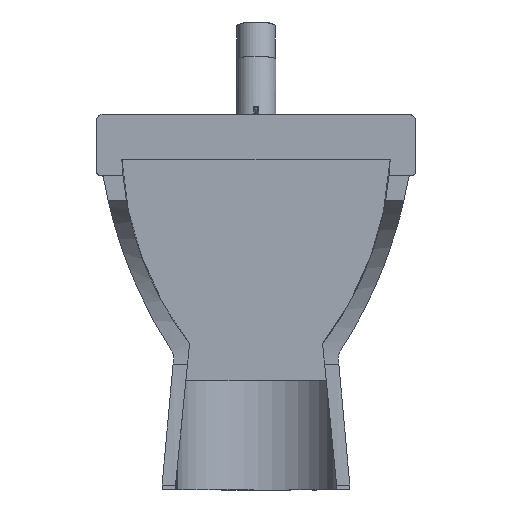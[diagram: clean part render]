
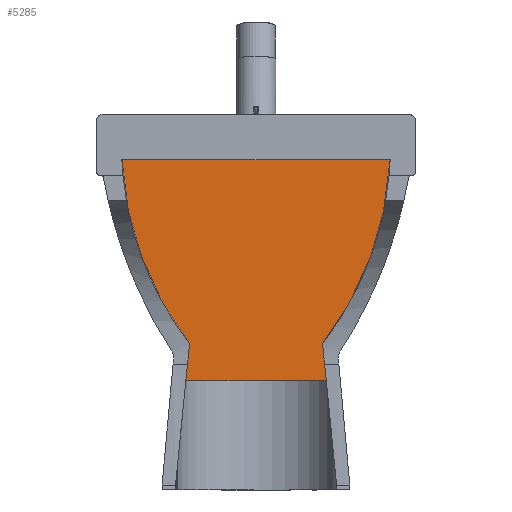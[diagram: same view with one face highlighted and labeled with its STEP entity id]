
A CAD part, left-side view. The second image highlights one B-rep face of the part: STEP entity #5285.
In plain terms, the highlighted face is planar.
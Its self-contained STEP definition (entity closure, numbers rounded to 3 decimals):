
#5019=CARTESIAN_POINT('',(300.,-80.308,-235.));
#5020=VERTEX_POINT('',#5019);
#5068=CARTESIAN_POINT('',(300.,80.308,-235.));
#5069=VERTEX_POINT('',#5068);
#5076=CARTESIAN_POINT('',(300.,-80.308,-235.));
#5077=DIRECTION('',(0.0,1.0,0.0));
#5078=VECTOR('',#5077,160.616);
#5079=LINE('',#5076,#5078);
#5080=EDGE_CURVE('',#5020,#5069,#5079,.T.);
#5202=CARTESIAN_POINT('',(300.,-76.085,-192.516));
#5203=VERTEX_POINT('',#5202);
#5204=CARTESIAN_POINT('',(300.,-76.085,-192.516));
#5205=DIRECTION('',(0.,-0.099,-0.995));
#5206=VECTOR('',#5205,42.693);
#5207=LINE('',#5204,#5206);
#5208=EDGE_CURVE('',#5203,#5020,#5207,.T.);
#5244=CARTESIAN_POINT('',(300.,0.,-152.861));
#5245=DIRECTION('',(1.0,0.0,0.0));
#5246=DIRECTION('',(0.0,0.0,-1.0));
#5247=AXIS2_PLACEMENT_3D('',#5244,#5245,#5246);
#5248=PLANE('',#5247);
#5249=ORIENTED_EDGE('',*,*,#5080,.T.);
#5250=CARTESIAN_POINT('',(300.,76.085,-192.516));
#5251=VERTEX_POINT('',#5250);
#5252=CARTESIAN_POINT('',(300.,80.308,-235.));
#5253=DIRECTION('',(0.0,-0.099,0.995));
#5254=VECTOR('',#5253,42.693);
#5255=LINE('',#5252,#5254);
#5256=EDGE_CURVE('',#5069,#5251,#5255,.T.);
#5257=ORIENTED_EDGE('',*,*,#5256,.T.);
#5258=CARTESIAN_POINT('',(300.,153.437,17.961));
#5259=VERTEX_POINT('',#5258);
#5260=CARTESIAN_POINT('',(300.,-218.733,35.284));
#5261=DIRECTION('',(1.,0.,0.));
#5262=DIRECTION('',(0.,-0.791,0.611));
#5263=AXIS2_PLACEMENT_3D('',#5260,#5261,#5262);
#5264=CIRCLE('',#5263,372.573);
#5265=EDGE_CURVE('',#5251,#5259,#5264,.T.);
#5266=ORIENTED_EDGE('',*,*,#5265,.T.);
#5267=CARTESIAN_POINT('',(300.,-153.437,17.961));
#5268=VERTEX_POINT('',#5267);
#5269=CARTESIAN_POINT('',(300.,153.437,17.961));
#5270=DIRECTION('',(0.0,-1.0,0.0));
#5271=VECTOR('',#5270,306.874);
#5272=LINE('',#5269,#5271);
#5273=EDGE_CURVE('',#5259,#5268,#5272,.T.);
#5274=ORIENTED_EDGE('',*,*,#5273,.T.);
#5275=CARTESIAN_POINT('',(300.,218.733,35.284));
#5276=DIRECTION('',(1.0,0.,0.));
#5277=DIRECTION('',(0.,0.999,0.046));
#5278=AXIS2_PLACEMENT_3D('',#5275,#5276,#5277);
#5279=CIRCLE('',#5278,372.573);
#5280=EDGE_CURVE('',#5268,#5203,#5279,.T.);
#5281=ORIENTED_EDGE('',*,*,#5280,.T.);
#5282=ORIENTED_EDGE('',*,*,#5208,.T.);
#5283=EDGE_LOOP('',(#5249,#5257,#5266,#5274,#5281,#5282));
#5284=FACE_OUTER_BOUND('',#5283,.T.);
#5285=ADVANCED_FACE('',(#5284),#5248,.T.);
